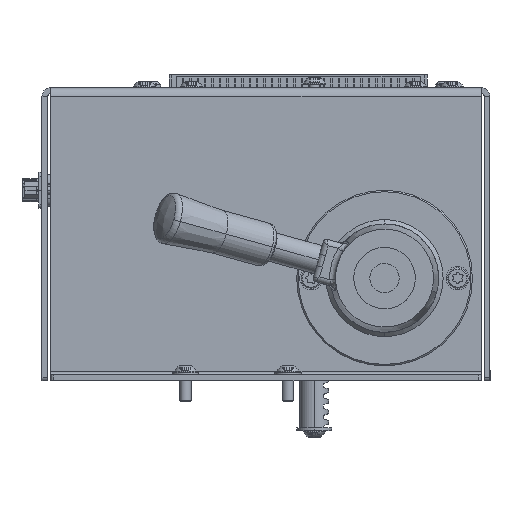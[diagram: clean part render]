
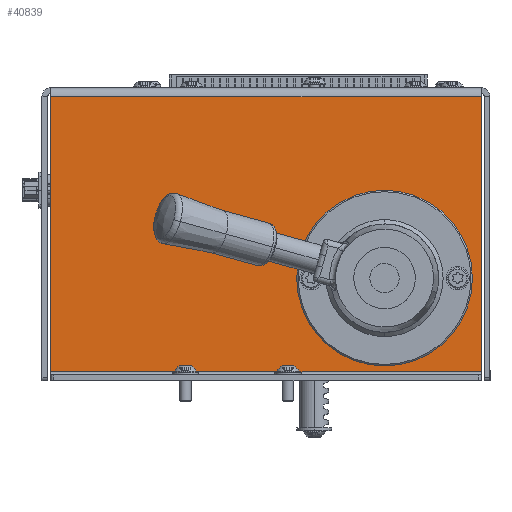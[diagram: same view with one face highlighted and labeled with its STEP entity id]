
A CAD part, left-side view. The second image highlights one B-rep face of the part: STEP entity #40839.
In plain terms, the highlighted planar face has unit normal (-1, 0, 0).
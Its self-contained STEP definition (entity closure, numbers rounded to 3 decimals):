
#2080 = CIRCLE ( 'NONE', #36298, 8. ) ;
#3354 = ORIENTED_EDGE ( 'NONE', *, *, #65981, .F. ) ;
#5860 = CARTESIAN_POINT ( 'NONE',  ( -260., 73.5, -1. ) ) ;
#7001 = VERTEX_POINT ( 'NONE', #5860 ) ;
#8425 = VECTOR ( 'NONE', #33037, 1000. ) ;
#8818 = PLANE ( 'NONE',  #16859 ) ;
#9929 = CARTESIAN_POINT ( 'NONE',  ( -260., -40.5, -55. ) ) ;
#10250 = ORIENTED_EDGE ( 'NONE', *, *, #94976, .T. ) ;
#11305 = CARTESIAN_POINT ( 'NONE',  ( -260., -65.5, -60.85 ) ) ;
#13273 = CARTESIAN_POINT ( 'NONE',  ( -260., -73.5, -95. ) ) ;
#13347 = DIRECTION ( 'NONE',  ( 0., 1., 0. ) ) ;
#14500 = DIRECTION ( 'NONE',  ( 0., 0., 1. ) ) ;
#16045 = ORIENTED_EDGE ( 'NONE', *, *, #85741, .F. ) ;
#16859 = AXIS2_PLACEMENT_3D ( 'NONE', #69533, #39887, #77129 ) ;
#17166 = VECTOR ( 'NONE', #23212, 1000. ) ;
#17308 = VERTEX_POINT ( 'NONE', #9929 ) ;
#17985 = AXIS2_PLACEMENT_3D ( 'NONE', #75114, #97053, #74121 ) ;
#18401 = CARTESIAN_POINT ( 'NONE',  ( -260., -65.5, -63. ) ) ;
#19592 = CARTESIAN_POINT ( 'NONE',  ( -260., -15.5, -63. ) ) ;
#21855 = DIRECTION ( 'NONE',  ( 0., 0., 1. ) ) ;
#22067 = CIRCLE ( 'NONE', #87132, 2.15 ) ;
#23212 = DIRECTION ( 'NONE',  ( 0., 0., 1. ) ) ;
#23627 = VERTEX_POINT ( 'NONE', #11305 ) ;
#26724 = DIRECTION ( 'NONE',  ( -1., 0., 0. ) ) ;
#26791 = VECTOR ( 'NONE', #78792, 1000. ) ;
#30227 = FACE_OUTER_BOUND ( 'NONE', #36473, .T. ) ;
#31345 = CARTESIAN_POINT ( 'NONE',  ( -260., 73.5, -95. ) ) ;
#32318 = VERTEX_POINT ( 'NONE', #13273 ) ;
#32704 = VERTEX_POINT ( 'NONE', #31345 ) ;
#33037 = DIRECTION ( 'NONE',  ( 0., 0., -1. ) ) ;
#34236 = EDGE_CURVE ( 'NONE', #64290, #23627, #74046, .T. ) ;
#34339 = ORIENTED_EDGE ( 'NONE', *, *, #71567, .F. ) ;
#34712 = DIRECTION ( 'NONE',  ( -1., 0., 0. ) ) ;
#34776 = EDGE_CURVE ( 'NONE', #23627, #64290, #22067, .T. ) ;
#35547 = DIRECTION ( 'NONE',  ( 0., 0., 1. ) ) ;
#36158 = CARTESIAN_POINT ( 'NONE',  ( -260., -40.5, -63. ) ) ;
#36298 = AXIS2_PLACEMENT_3D ( 'NONE', #36158, #100389, #21855 ) ;
#36473 = EDGE_LOOP ( 'NONE', ( #43770, #73605, #38196, #10250 ) ) ;
#37905 = FACE_BOUND ( 'NONE', #80187, .T. ) ;
#38196 = ORIENTED_EDGE ( 'NONE', *, *, #78572, .T. ) ;
#39441 = CARTESIAN_POINT ( 'NONE',  ( -260., -15.5, -63. ) ) ;
#39887 = DIRECTION ( 'NONE',  ( -1., 0., 0. ) ) ;
#40839 = ADVANCED_FACE ( 'NONE', ( #100626, #85784, #37905, #30227 ), #8818, .T. ) ;
#41305 = VERTEX_POINT ( 'NONE', #74405 ) ;
#42174 = CIRCLE ( 'NONE', #66698, 2.15 ) ;
#43070 = VERTEX_POINT ( 'NONE', #85978 ) ;
#43719 = ORIENTED_EDGE ( 'NONE', *, *, #46261, .F. ) ;
#43770 = ORIENTED_EDGE ( 'NONE', *, *, #99011, .T. ) ;
#46261 = EDGE_CURVE ( 'NONE', #52170, #43070, #91803, .T. ) ;
#52170 = VERTEX_POINT ( 'NONE', #97822 ) ;
#52905 = VERTEX_POINT ( 'NONE', #78963 ) ;
#54330 = LINE ( 'NONE', #76739, #17166 ) ;
#57943 = DIRECTION ( 'NONE',  ( 0., 0., 1. ) ) ;
#62963 = DIRECTION ( 'NONE',  ( -1., 0., 0. ) ) ;
#64196 = AXIS2_PLACEMENT_3D ( 'NONE', #19592, #26724, #57943 ) ;
#64290 = VERTEX_POINT ( 'NONE', #91774 ) ;
#64412 = EDGE_LOOP ( 'NONE', ( #34339, #43719 ) ) ;
#65981 = EDGE_CURVE ( 'NONE', #17308, #52905, #76657, .T. ) ;
#66698 = AXIS2_PLACEMENT_3D ( 'NONE', #39441, #62963, #14500 ) ;
#69533 = CARTESIAN_POINT ( 'NONE',  ( -260., 73.5, -98. ) ) ;
#70049 = EDGE_CURVE ( 'NONE', #32318, #32704, #83227, .T. ) ;
#70649 = CARTESIAN_POINT ( 'NONE',  ( -260., 73.5, -1. ) ) ;
#71567 = EDGE_CURVE ( 'NONE', #43070, #52170, #42174, .T. ) ;
#72835 = ORIENTED_EDGE ( 'NONE', *, *, #34236, .F. ) ;
#73605 = ORIENTED_EDGE ( 'NONE', *, *, #70049, .F. ) ;
#73732 = ORIENTED_EDGE ( 'NONE', *, *, #34776, .F. ) ;
#73952 = EDGE_LOOP ( 'NONE', ( #73732, #72835 ) ) ;
#73980 = DIRECTION ( 'NONE',  ( 0., 0., 1. ) ) ;
#74046 = CIRCLE ( 'NONE', #88761, 2.15 ) ;
#74121 = DIRECTION ( 'NONE',  ( 0., 0., 1. ) ) ;
#74405 = CARTESIAN_POINT ( 'NONE',  ( -260., -73.5, -1. ) ) ;
#75114 = CARTESIAN_POINT ( 'NONE',  ( -260., -40.5, -63. ) ) ;
#76657 = CIRCLE ( 'NONE', #17985, 8. ) ;
#76739 = CARTESIAN_POINT ( 'NONE',  ( -260., -73.5, -98. ) ) ;
#77129 = DIRECTION ( 'NONE',  ( 0., 0., 1. ) ) ;
#78572 = EDGE_CURVE ( 'NONE', #32318, #41305, #54330, .T. ) ;
#78792 = DIRECTION ( 'NONE',  ( 0., 1., 0. ) ) ;
#78963 = CARTESIAN_POINT ( 'NONE',  ( -260., -40.5, -71. ) ) ;
#80187 = EDGE_LOOP ( 'NONE', ( #3354, #16045 ) ) ;
#80955 = CARTESIAN_POINT ( 'NONE',  ( -260., 73.5, -98. ) ) ;
#83227 = LINE ( 'NONE', #99015, #91994 ) ;
#85741 = EDGE_CURVE ( 'NONE', #52905, #17308, #2080, .T. ) ;
#85784 = FACE_BOUND ( 'NONE', #73952, .T. ) ;
#85978 = CARTESIAN_POINT ( 'NONE',  ( -260., -15.5, -60.85 ) ) ;
#87132 = AXIS2_PLACEMENT_3D ( 'NONE', #91637, #99791, #35547 ) ;
#88761 = AXIS2_PLACEMENT_3D ( 'NONE', #18401, #34712, #73980 ) ;
#91637 = CARTESIAN_POINT ( 'NONE',  ( -260., -65.5, -63. ) ) ;
#91774 = CARTESIAN_POINT ( 'NONE',  ( -260., -65.5, -65.15 ) ) ;
#91803 = CIRCLE ( 'NONE', #64196, 2.15 ) ;
#91994 = VECTOR ( 'NONE', #13347, 1000. ) ;
#94063 = LINE ( 'NONE', #70649, #26791 ) ;
#94976 = EDGE_CURVE ( 'NONE', #41305, #7001, #94063, .T. ) ;
#95231 = LINE ( 'NONE', #80955, #8425 ) ;
#97053 = DIRECTION ( 'NONE',  ( -1., 0., 0. ) ) ;
#97822 = CARTESIAN_POINT ( 'NONE',  ( -260., -15.5, -65.15 ) ) ;
#99011 = EDGE_CURVE ( 'NONE', #7001, #32704, #95231, .T. ) ;
#99015 = CARTESIAN_POINT ( 'NONE',  ( -260., -73.5, -95. ) ) ;
#99791 = DIRECTION ( 'NONE',  ( -1., 0., 0. ) ) ;
#100389 = DIRECTION ( 'NONE',  ( -1., 0., 0. ) ) ;
#100626 = FACE_BOUND ( 'NONE', #64412, .T. ) ;
